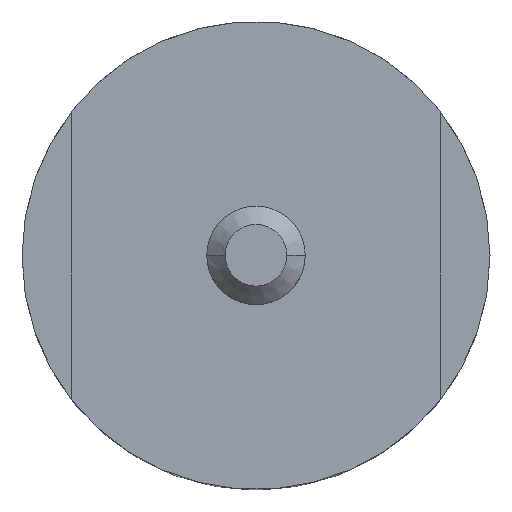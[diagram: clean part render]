
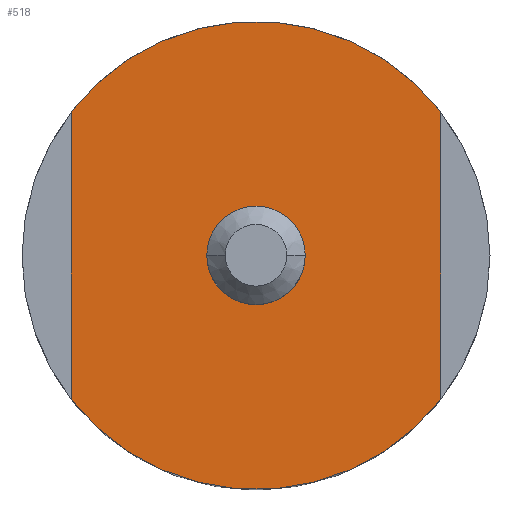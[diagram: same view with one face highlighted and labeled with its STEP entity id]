
A CAD part, top view. The second image highlights one B-rep face of the part: STEP entity #518.
In plain terms, the highlighted planar face has unit normal (0, 0, 1).
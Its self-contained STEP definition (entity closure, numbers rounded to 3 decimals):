
#518=ADVANCED_FACE('',(#1437,#1438),#1439,.T.);
#534=EDGE_CURVE('',#736,#564,#1458,.T.);
#564=VERTEX_POINT('',#1491);
#634=EDGE_CURVE('',#1002,#662,#1565,.T.);
#662=VERTEX_POINT('',#1593);
#736=VERTEX_POINT('',#1677);
#898=EDGE_CURVE('',#1344,#1002,#1863,.T.);
#910=EDGE_CURVE('',#662,#1138,#1877,.T.);
#1002=VERTEX_POINT('',#1982);
#1132=EDGE_CURVE('',#564,#736,#2126,.T.);
#1138=VERTEX_POINT('',#2133);
#1328=EDGE_CURVE('',#1138,#1344,#2350,.T.);
#1344=VERTEX_POINT('',#2368);
#1437=FACE_OUTER_BOUND('',#2469,.T.);
#1438=FACE_BOUND('',#2470,.T.);
#1439=PLANE('',#2471);
#1458=CIRCLE('',#2495,2.0);
#1491=CARTESIAN_POINT('',(-2.0,0.,12.0));
#1565=CIRCLE('',#2641,9.5);
#1593=CARTESIAN_POINT('',(-7.5,5.831,12.0));
#1677=CARTESIAN_POINT('',(2.0,0.,12.0));
#1863=LINE('',#3035,#3036);
#1877=LINE('',#3054,#3055);
#1982=CARTESIAN_POINT('',(7.5,5.831,12.0));
#2126=CIRCLE('',#3368,2.0);
#2133=CARTESIAN_POINT('',(-7.5,-5.831,12.0));
#2350=CIRCLE('',#3651,9.5);
#2368=CARTESIAN_POINT('',(7.5,-5.831,12.0));
#2469=EDGE_LOOP('',(#3775,#3776,#3777,#3778));
#2470=EDGE_LOOP('',(#3779,#3780));
#2471=AXIS2_PLACEMENT_3D('',#3781,#3782,#3783);
#2495=AXIS2_PLACEMENT_3D('',#3815,#3816,#3817);
#2641=AXIS2_PLACEMENT_3D('',#3948,#3949,#3950);
#3035=CARTESIAN_POINT('',(7.5,2.915,12.0));
#3036=VECTOR('',#4364,1.0);
#3054=CARTESIAN_POINT('',(-7.5,-2.915,12.0));
#3055=VECTOR('',#4385,1.0);
#3368=AXIS2_PLACEMENT_3D('',#4712,#4713,#4714);
#3651=AXIS2_PLACEMENT_3D('',#5040,#5041,#5042);
#3775=ORIENTED_EDGE('',*,*,#910,.T.);
#3776=ORIENTED_EDGE('',*,*,#1328,.T.);
#3777=ORIENTED_EDGE('',*,*,#898,.T.);
#3778=ORIENTED_EDGE('',*,*,#634,.T.);
#3779=ORIENTED_EDGE('',*,*,#1132,.F.);
#3780=ORIENTED_EDGE('',*,*,#534,.F.);
#3781=CARTESIAN_POINT('',(-5.75,0.,12.0));
#3782=DIRECTION('',(0.0,0.0,1.0));
#3783=DIRECTION('',(-1.0,0.,0.0));
#3815=CARTESIAN_POINT('',(0.0,0.,12.0));
#3816=DIRECTION('',(0.0,0.0,1.0));
#3817=DIRECTION('',(-1.0,0.,0.0));
#3948=CARTESIAN_POINT('',(0.0,0.,12.0));
#3949=DIRECTION('',(0.0,0.0,1.0));
#3950=DIRECTION('',(-1.0,0.,0.0));
#4364=DIRECTION('',(0.0,1.0,0.0));
#4385=DIRECTION('',(0.0,-1.0,0.0));
#4712=CARTESIAN_POINT('',(0.0,0.,12.0));
#4713=DIRECTION('',(0.0,0.0,1.0));
#4714=DIRECTION('',(-1.0,0.,0.0));
#5040=CARTESIAN_POINT('',(0.0,0.,12.0));
#5041=DIRECTION('',(0.0,0.0,1.0));
#5042=DIRECTION('',(-1.0,0.,0.0));
